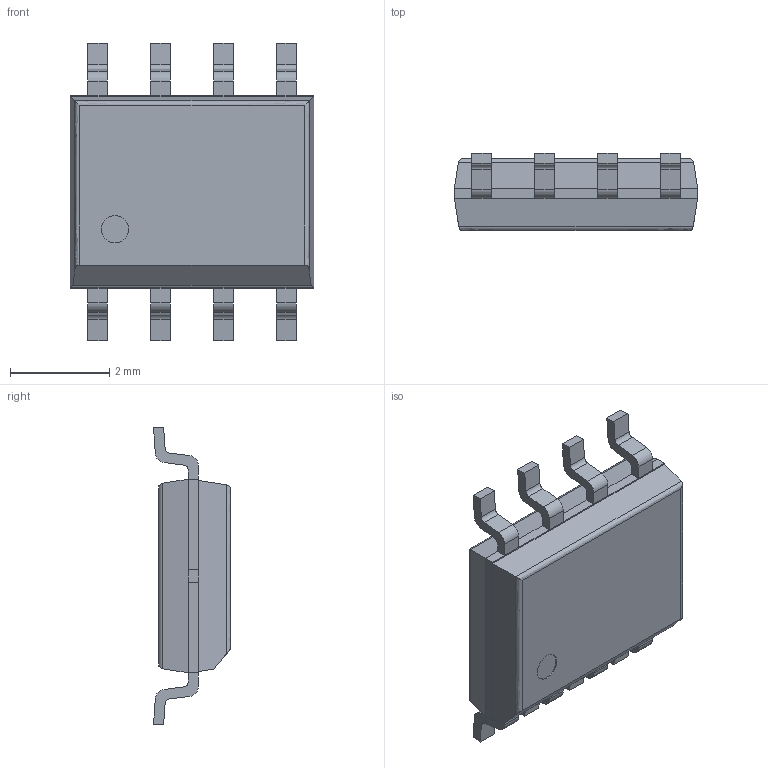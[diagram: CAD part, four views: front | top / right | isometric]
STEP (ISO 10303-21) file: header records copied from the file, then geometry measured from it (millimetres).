
FILE_DESCRIPTION(/* description */ ('Unknown'),/* implementation_level */ '2;1');
FILE_NAME(/* name */ 'SOP-8L-EP E',/* time_stamp */ '2021-12-09T09:36:07+08:00',/* author */ ('Unknown'),/* organization */ ('Unknown'),/* preprocessor_version */ 'ST-DEVELOPER v16.7',/* originating_system */ 'DEX',/* authorisation */ $);
FILE_SCHEMA (('AUTOMOTIVE_DESIGN {1 0 10303 214 3 1 1}'));
Length unit declared in the file: millimetre
Products named in the file (6): SOP-8L-EP E; LDF - inner; CPD; LDF - outer lead; DA material; Die
Assembly tree (12 placements, depth 2):
  SOP-8L-EP E
    LDF - inner
    CPD
    LDF - outer lead  x8
    DA material
    Die
Bounding box: 4.9 x 1.55 x 6 mm (x, y, z)
Volume: 29 mm3; surface area: 158.5 mm2
Topology: 18 solids, 18 shells, 461 faces, 1235 edges, 804 vertices
Faces by surface type: plane 373, cylinder 85, bspline 3
Full cylindrical faces by diameter (mm): 0.25 x16, 0.55 x1
Entity records: 12544 total; most frequent: CARTESIAN_POINT 2151, ORIENTED_EDGE 1916, DIRECTION 1804, EDGE_CURVE 958, LINE 838, VECTOR 838, VERTEX_POINT 628, AXIS2_PLACEMENT_3D 483
